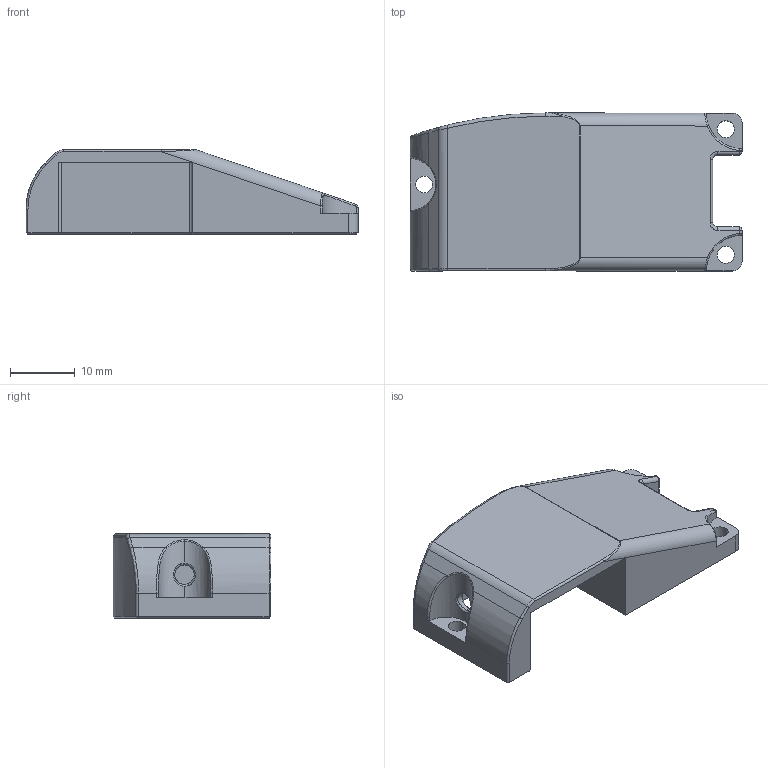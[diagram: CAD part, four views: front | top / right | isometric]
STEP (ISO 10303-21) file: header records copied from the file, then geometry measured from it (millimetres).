
FILE_DESCRIPTION (( 'STEP AP214' ), '1' );
FILE_NAME ('Tangle detection cover.STEP', '2025-08-09T05:55:23', ( '' ), ( '' ), 'SwSTEP 2.0', 'SolidWorks 2021', '' );
FILE_SCHEMA (( 'AUTOMOTIVE_DESIGN' ));
Length unit declared in the file: millimetre
Products named in the file (1): Tangle detection cover
Bounding box: 51.19 x 24.35 x 13 mm (x, y, z)
Volume: 7707.6 mm3; surface area: 4281.8 mm2
Topology: 1 solids, 1 shells, 118 faces, 288 edges, 168 vertices
Faces by surface type: cylinder 44, plane 31, bspline 22, cone 16, torus 5
Entity records: 4258 total; most frequent: CARTESIAN_POINT 1618, ORIENTED_EDGE 570, DIRECTION 525, EDGE_CURVE 285, AXIS2_PLACEMENT_3D 195, VERTEX_POINT 168, VECTOR 135, LINE 135
